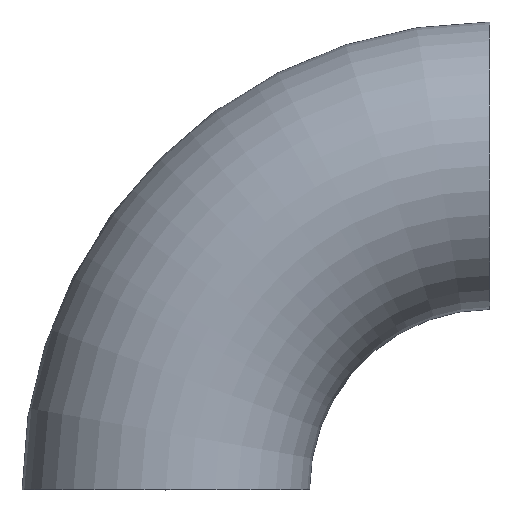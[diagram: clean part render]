
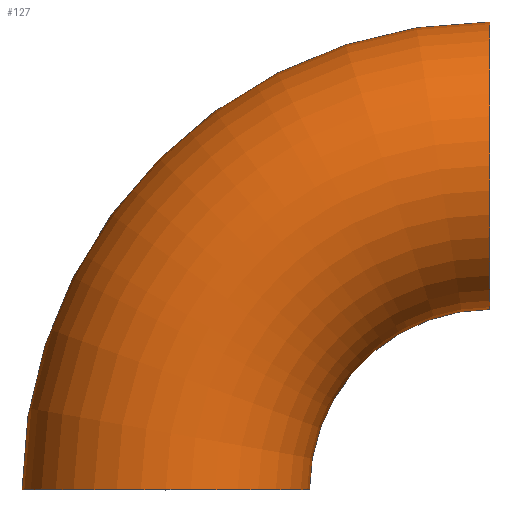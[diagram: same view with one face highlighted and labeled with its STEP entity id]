
A CAD part, top view. The second image highlights one B-rep face of the part: STEP entity #127.
In plain terms, the highlighted toroidal (fillet/blend) face has major radius 38 mm and minor radius 16.85 mm.
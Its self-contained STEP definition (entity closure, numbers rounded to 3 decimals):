
#1 = ORIENTED_EDGE ( 'NONE', *, *, #197, .F. ) ;
#14 = AXIS2_PLACEMENT_3D ( 'NONE', #195, #233, #33 ) ;
#18 = CARTESIAN_POINT ( 'NONE',  ( 38., 38., 0. ) ) ;
#27 = AXIS2_PLACEMENT_3D ( 'NONE', #18, #79, #107 ) ;
#33 = DIRECTION ( 'NONE',  ( 1., 0., 0. ) ) ;
#36 = CARTESIAN_POINT ( 'NONE',  ( 38., 0., 0. ) ) ;
#47 = AXIS2_PLACEMENT_3D ( 'NONE', #80, #124, #105 ) ;
#53 = CIRCLE ( 'NONE', #224, 21.15 ) ;
#58 = CARTESIAN_POINT ( 'NONE',  ( 38., 0., 0. ) ) ;
#59 = AXIS2_PLACEMENT_3D ( 'NONE', #36, #83, #142 ) ;
#68 = TOROIDAL_SURFACE ( 'NONE', #14, 38., 16.85 ) ;
#79 = DIRECTION ( 'NONE',  ( 1., 0., 0. ) ) ;
#80 = CARTESIAN_POINT ( 'NONE',  ( 0., 0., 0. ) ) ;
#83 = DIRECTION ( 'NONE',  ( 0., 0., 1. ) ) ;
#86 = EDGE_CURVE ( 'NONE', #170, #247, #125, .T. ) ;
#89 = CIRCLE ( 'NONE', #59, 54.85 ) ;
#103 = EDGE_LOOP ( 'NONE', ( #1, #225, #201, #166 ) ) ;
#105 = DIRECTION ( 'NONE',  ( 0., 0., 1. ) ) ;
#107 = DIRECTION ( 'NONE',  ( 0., 0., 1. ) ) ;
#124 = DIRECTION ( 'NONE',  ( 0., 1., 0. ) ) ;
#125 = CIRCLE ( 'NONE', #47, 16.85 ) ;
#127 = ADVANCED_FACE ( 'NONE', ( #184 ), #68, .T. ) ;
#140 = DIRECTION ( 'NONE',  ( 1., 0., 0. ) ) ;
#142 = DIRECTION ( 'NONE',  ( 1., 0., 0. ) ) ;
#157 = DIRECTION ( 'NONE',  ( 0., 0., 1. ) ) ;
#158 = CARTESIAN_POINT ( 'NONE',  ( 38., 21.15, 0. ) ) ;
#166 = ORIENTED_EDGE ( 'NONE', *, *, #216, .F. ) ;
#170 = VERTEX_POINT ( 'NONE', #248 ) ;
#176 = CARTESIAN_POINT ( 'NONE',  ( 16.85, 0., 0. ) ) ;
#184 = FACE_OUTER_BOUND ( 'NONE', #103, .T. ) ;
#187 = VERTEX_POINT ( 'NONE', #193 ) ;
#193 = CARTESIAN_POINT ( 'NONE',  ( 38., 54.85, 0. ) ) ;
#195 = CARTESIAN_POINT ( 'NONE',  ( 38., 0., 0. ) ) ;
#197 = EDGE_CURVE ( 'NONE', #187, #240, #217, .T. ) ;
#201 = ORIENTED_EDGE ( 'NONE', *, *, #86, .T. ) ;
#216 = EDGE_CURVE ( 'NONE', #240, #247, #53, .T. ) ;
#217 = CIRCLE ( 'NONE', #27, 16.85 ) ;
#220 = EDGE_CURVE ( 'NONE', #187, #170, #89, .T. ) ;
#224 = AXIS2_PLACEMENT_3D ( 'NONE', #58, #157, #140 ) ;
#225 = ORIENTED_EDGE ( 'NONE', *, *, #220, .T. ) ;
#233 = DIRECTION ( 'NONE',  ( 0., 0., 1. ) ) ;
#240 = VERTEX_POINT ( 'NONE', #158 ) ;
#247 = VERTEX_POINT ( 'NONE', #176 ) ;
#248 = CARTESIAN_POINT ( 'NONE',  ( -16.85, 0., 0. ) ) ;
